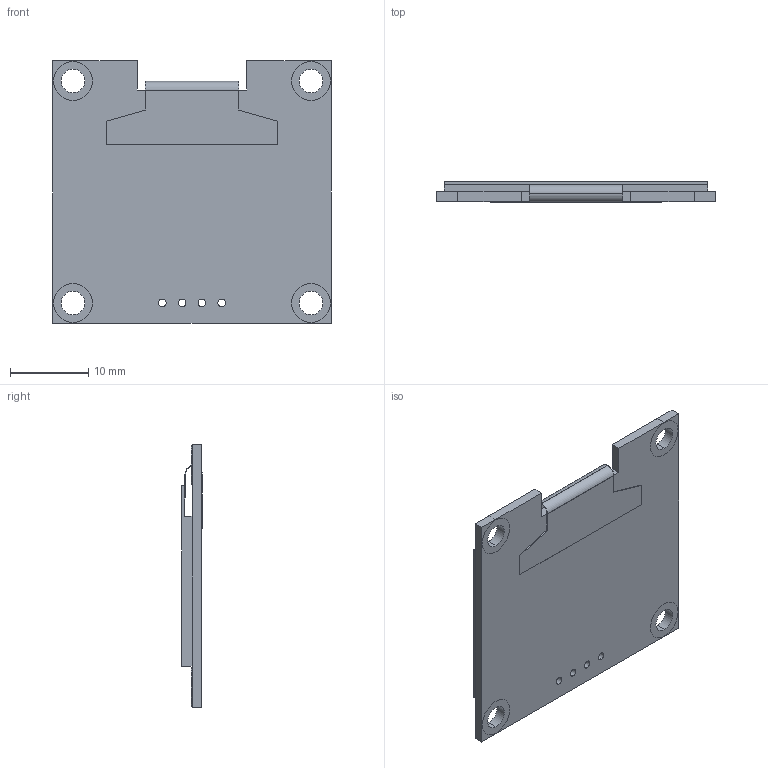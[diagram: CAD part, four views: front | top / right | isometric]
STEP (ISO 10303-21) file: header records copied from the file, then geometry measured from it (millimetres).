
FILE_DESCRIPTION (( 'STEP AP214' ), '1' );
FILE_NAME ('oled.STEP', '2022-02-11T12:58:14', ( '' ), ( '' ), 'SwSTEP 2.0', 'SolidWorks 2017', '' );
FILE_SCHEMA (( 'AUTOMOTIVE_DESIGN' ));
Length unit declared in the file: millimetre
Products named in the file (1): oled
Bounding box: 35.65 x 2.6 x 33.6 mm (x, y, z)
Volume: 2253.8 mm3; surface area: 4721.4 mm2
Topology: 7 solids, 7 shells, 74 faces, 180 edges, 120 vertices
Faces by surface type: plane 38, cylinder 36
Entity records: 2376 total; most frequent: DIRECTION 402, CARTESIAN_POINT 375, ORIENTED_EDGE 360, EDGE_CURVE 180, AXIS2_PLACEMENT_3D 147, VERTEX_POINT 120, VECTOR 108, LINE 108
